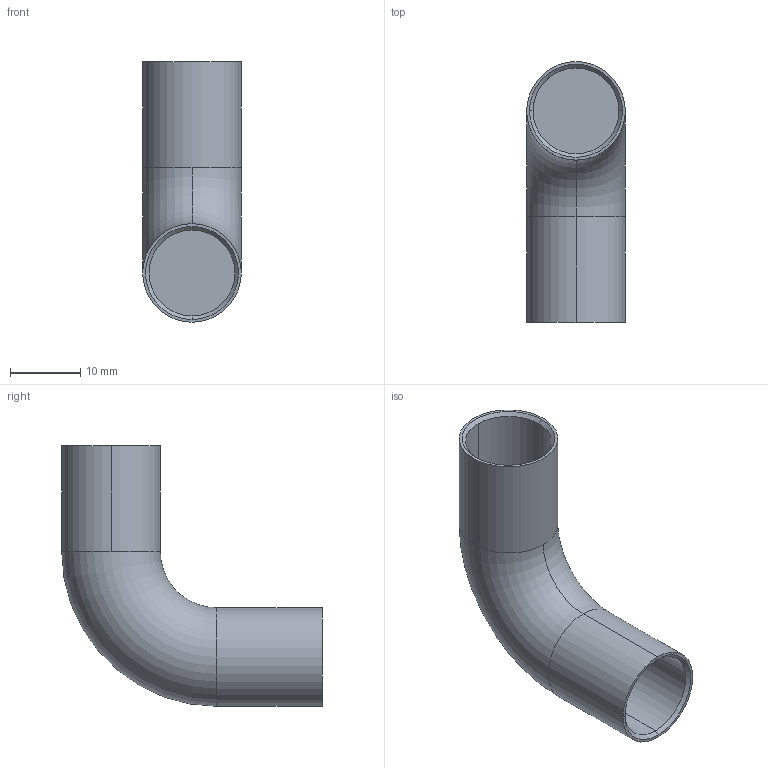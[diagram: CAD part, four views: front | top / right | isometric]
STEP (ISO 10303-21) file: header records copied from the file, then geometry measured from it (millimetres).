
FILE_DESCRIPTION (( 'STEP AP203' ), '1' );
FILE_NAME ('50498-240-12.step', '2020-10-12T11:54:51', ( '' ), ( '' ), 'SwSTEP 2.0', 'SolidWorks 2018', '' );
FILE_SCHEMA (( 'CONFIG_CONTROL_DESIGN' ));
Length unit declared in the file: millimetre
Products named in the file (2): 50498-240-12
Bounding box: 14 x 37 x 37 mm (x, y, z)
Volume: 4728.2 mm3; surface area: 3798.2 mm2
Topology: 1 solids, 1 shells, 275 faces, 719 edges, 478 vertices
Faces by surface type: plane 119, bspline 112, cylinder 38, cone 4, torus 2
Entity records: 13102 total; most frequent: CARTESIAN_POINT 6910, ORIENTED_EDGE 1438, DIRECTION 919, EDGE_CURVE 719, VERTEX_POINT 478, VECTOR 341, LINE 341, EDGE_LOOP 307
